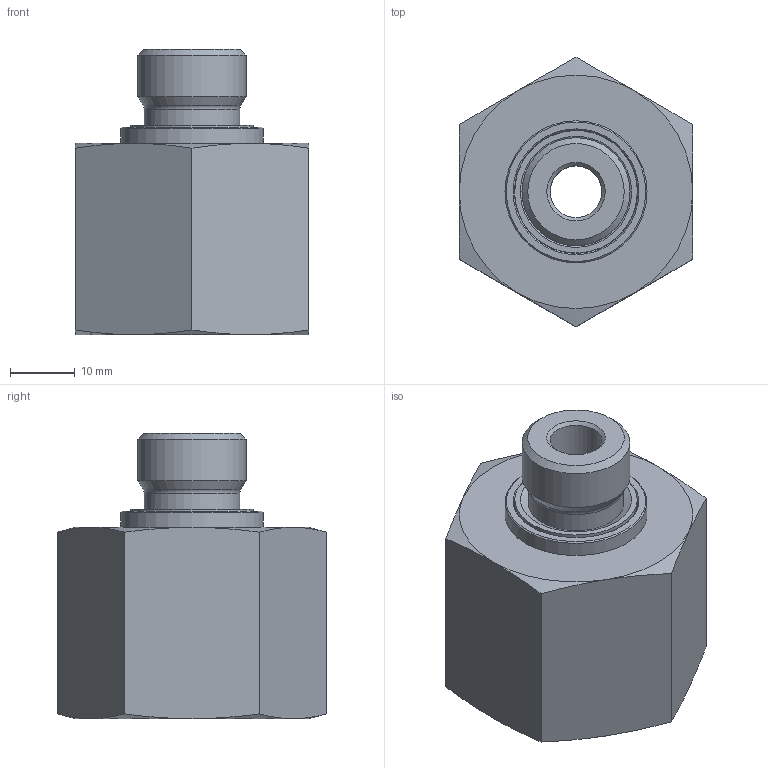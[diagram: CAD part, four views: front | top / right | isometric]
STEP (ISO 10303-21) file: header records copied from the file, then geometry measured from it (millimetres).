
FILE_DESCRIPTION((''),'2;1');
FILE_NAME('715023868.stp','2015-07-08T09:36:47',(''),('KNOMI spol. s r. o.'),'Autodesk Inventor 2012','Autodesk Inventor 2012','');
FILE_SCHEMA(('AUTOMOTIVE_DESIGN { 1 2 10303 214 0 1 1 1 }'));
Length unit declared in the file: millimetre
Products named in the file (3): RIER G3/8"-G3/4"; 715033868; 609170038
Assembly tree (2 placements, depth 2):
  RIER G3/8"-G3/4"
    715033868
    609170038
Bounding box: 36 x 41.57 x 44 mm (x, y, z)
Volume: 25143.2 mm3; surface area: 9157 mm2
Topology: 2 solids, 2 shells, 45 faces, 89 edges, 52 vertices
Faces by surface type: cone 20, plane 14, cylinder 8, torus 3
Full cylindrical faces by diameter (mm): 8 x1, 14.7 x2, 16.662 x1, 18.9 x1, 19 x1, 21.9 x1, 24.117 x1
Entity records: 1165 total; most frequent: CARTESIAN_POINT 216, DIRECTION 182, ORIENTED_EDGE 136, AXIS2_PLACEMENT_3D 88, EDGE_LOOP 72, EDGE_CURVE 68, VERTEX_POINT 50, STYLED_ITEM 47
